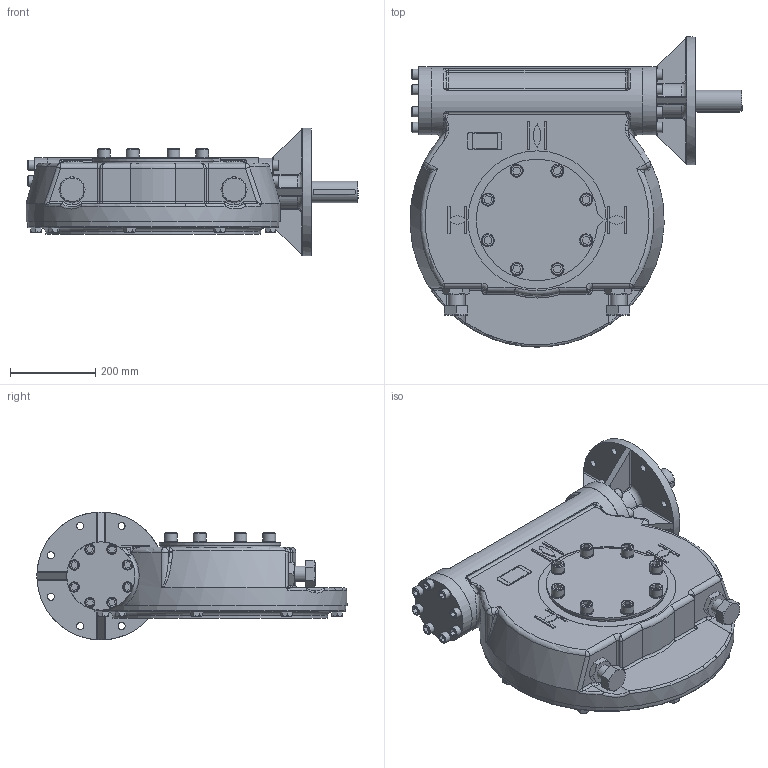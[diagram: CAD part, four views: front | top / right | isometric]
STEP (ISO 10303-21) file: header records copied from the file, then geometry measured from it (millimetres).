
FILE_DESCRIPTION(/* description */ ('Unknown'),/* implementation_level */ '2;1');
FILE_NAME(/* name */ 'PUB-IW9FB-F25-F40',/* time_stamp */ '2016-07-05T12:00:46+01:00',/* author */ ('Unknown'),/* organization */ ('Unknown'),/* preprocessor_version */ 'ST-DEVELOPER v16',/* originating_system */ 'DEX',/* authorisation */ $);
FILE_SCHEMA (('AUTOMOTIVE_DESIGN {1 0 10303 214 3 1 1}'));
Length unit declared in the file: millimetre
Products named in the file (1): PUB-IW9FB-F25-F40
Bounding box: 778.61 x 727.41 x 299.95 mm (x, y, z)
Surface area: 1630344.1 mm2 (no closed solid volume)
Topology: 0 solids, 73 shells, 798 faces, 2132 edges, 1414 vertices
Faces by surface type: plane 417, cylinder 143, cone 121, bspline 60, torus 39, sphere 18
Full cylindrical faces by diameter (mm): 8.5 x1, 16.5 x16, 24 x16, 30 x8, 30.7 x8, 31.67 x8, 36 x2, 50 x1, 160 x3, 200.1 x1, 220 x1, 280 x1, 300 x1, 324 x1
Entity records: 36355 total; most frequent: CARTESIAN_POINT 17493, ORIENTED_EDGE 3439, DIRECTION 3406, EDGE_CURVE 1945, VERTEX_POINT 1364, AXIS2_PLACEMENT_3D 1284, FACE_BOUND 1067, EDGE_LOOP 1066
